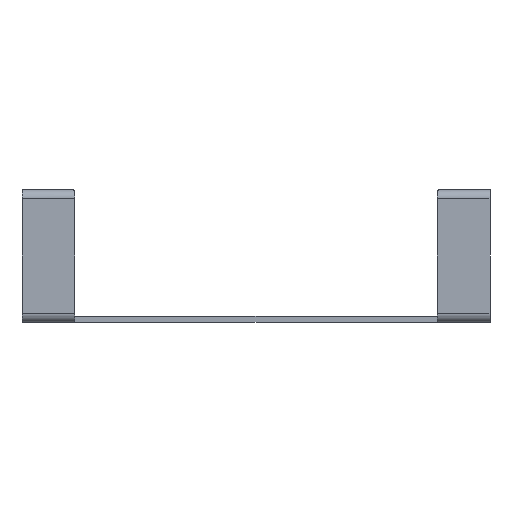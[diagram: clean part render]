
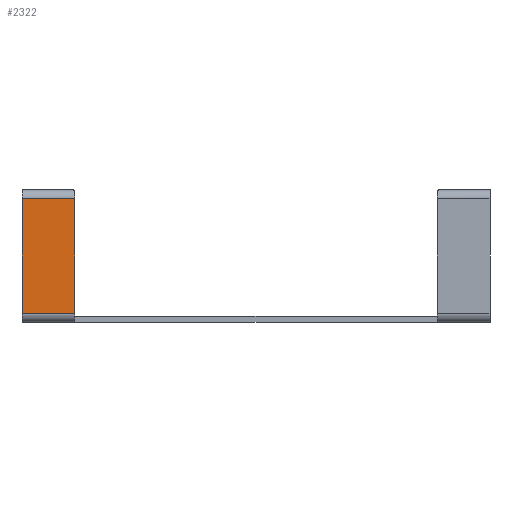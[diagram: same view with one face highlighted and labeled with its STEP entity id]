
A CAD part, front view. The second image highlights one B-rep face of the part: STEP entity #2322.
In plain terms, the highlighted planar face has unit normal (0, -1, 0).
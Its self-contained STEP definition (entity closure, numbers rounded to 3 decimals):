
#464=ORIENTED_EDGE('',*,*,#1112,.F.);
#465=ORIENTED_EDGE('',*,*,#1050,.T.);
#466=ORIENTED_EDGE('',*,*,#1113,.T.);
#467=ORIENTED_EDGE('',*,*,#1114,.F.);
#1050=EDGE_CURVE('',#1376,#1380,#1521,.F.);
#1112=EDGE_CURVE('',#1376,#1422,#1550,.T.);
#1113=EDGE_CURVE('',#1380,#1423,#1551,.T.);
#1114=EDGE_CURVE('',#1422,#1423,#1552,.F.);
#1376=VERTEX_POINT('',#3762);
#1380=VERTEX_POINT('',#3772);
#1422=VERTEX_POINT('',#3902);
#1423=VERTEX_POINT('',#3904);
#1521=LINE('',#3773,#1731);
#1550=LINE('',#3901,#1760);
#1551=LINE('',#3903,#1761);
#1552=LINE('',#3905,#1762);
#1731=VECTOR('',#2962,1000.);
#1760=VECTOR('',#3083,1000.);
#1761=VECTOR('',#3084,1000.);
#1762=VECTOR('',#3085,1000.);
#1914=EDGE_LOOP('',(#464,#465,#466,#467));
#2094=FACE_BOUND('',#1914,.T.);
#2238=PLANE('',#2579);
#2322=ADVANCED_FACE('',(#2094),#2238,.F.);
#2579=AXIS2_PLACEMENT_3D('',#3900,#3081,#3082);
#2962=DIRECTION('',(1.,0.,0.));
#3081=DIRECTION('',(0.,1.,0.));
#3082=DIRECTION('',(0.,0.,1.));
#3083=DIRECTION('',(0.,0.,-1.));
#3084=DIRECTION('',(0.,0.,-1.));
#3085=DIRECTION('',(1.,0.,0.));
#3762=CARTESIAN_POINT('',(-62.929,-83.1,40.96));
#3772=CARTESIAN_POINT('',(-81.343,-83.1,40.96));
#3773=CARTESIAN_POINT('',(81.343,-83.1,40.96));
#3900=CARTESIAN_POINT('',(0.,-83.1,0.));
#3901=CARTESIAN_POINT('',(-62.929,-83.1,0.));
#3902=CARTESIAN_POINT('',(-62.929,-83.1,1.));
#3903=CARTESIAN_POINT('',(-81.343,-83.1,0.));
#3904=CARTESIAN_POINT('',(-81.343,-83.1,1.));
#3905=CARTESIAN_POINT('',(-81.343,-83.1,1.));
